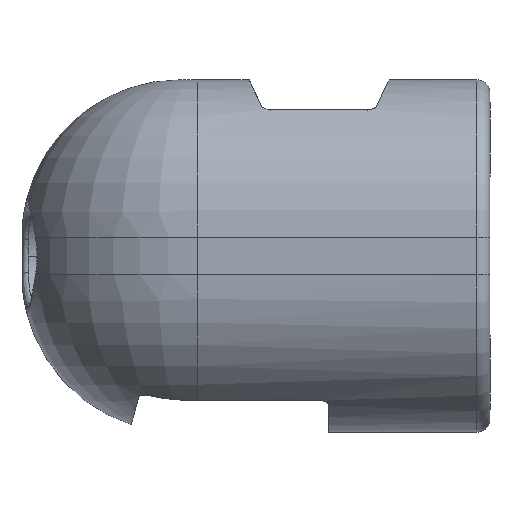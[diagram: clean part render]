
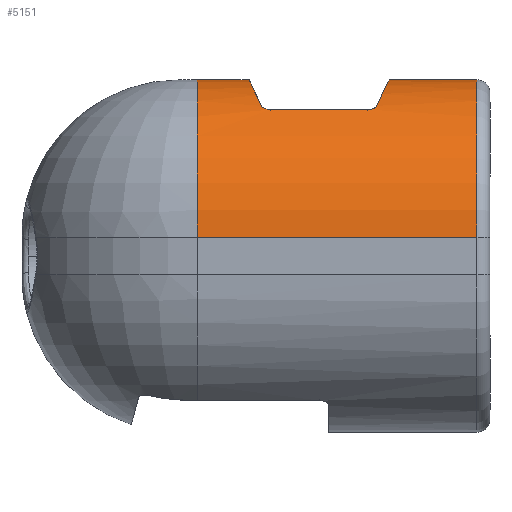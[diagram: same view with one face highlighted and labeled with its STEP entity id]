
A CAD part, left-side view. The second image highlights one B-rep face of the part: STEP entity #5151.
In plain terms, the highlighted cylindrical face has radius 3.073 mm (diameter 6.147 mm), a partial arc.
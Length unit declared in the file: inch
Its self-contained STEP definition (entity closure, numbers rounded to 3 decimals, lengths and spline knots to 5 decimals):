
#85 = EDGE_CURVE ( 'NONE', #749, #1076, #2004, .T. ) ;
#337 = ORIENTED_EDGE ( 'NONE', *, *, #2752, .F. ) ;
#362 = CARTESIAN_POINT ( 'NONE',  ( -0.26523, 0.0924, 0.11264 ) ) ;
#618 = EDGE_CURVE ( 'NONE', #6057, #5248, #2106, .T. ) ;
#693 = VERTEX_POINT ( 'NONE', #4264 ) ;
#719 = DIRECTION ( 'NONE',  ( 0., 1., 0. ) ) ;
#749 = VERTEX_POINT ( 'NONE', #1125 ) ;
#797 = CARTESIAN_POINT ( 'NONE',  ( -0.19445, 0., 0.1355 ) ) ;
#803 = CARTESIAN_POINT ( 'NONE',  ( -0.19445, 0.07768, 0.1355 ) ) ;
#809 = DIRECTION ( 'NONE',  ( 0., 1., 0. ) ) ;
#841 = CARTESIAN_POINT ( 'NONE',  ( -0.26228, 0.08737, 0.11471 ) ) ;
#915 = DIRECTION ( 'NONE',  ( 0., -1., 0. ) ) ;
#985 = CARTESIAN_POINT ( 'NONE',  ( -0.21828, 0.18532, 0.1355 ) ) ;
#1034 = ORIENTED_EDGE ( 'NONE', *, *, #3438, .T. ) ;
#1076 = VERTEX_POINT ( 'NONE', #4346 ) ;
#1125 = CARTESIAN_POINT ( 'NONE',  ( -0.19445, 0.225, 0.1355 ) ) ;
#1353 = CARTESIAN_POINT ( 'NONE',  ( -0.26101, 0.08698, 0.11555 ) ) ;
#1388 = CARTESIAN_POINT ( 'NONE',  ( -0.19445, 0.225, 0.0145 ) ) ;
#1407 = LINE ( 'NONE', #5414, #1431 ) ;
#1431 = VECTOR ( 'NONE', #1836, 39.37008 ) ;
#1432 = VERTEX_POINT ( 'NONE', #5336 ) ;
#1433 = EDGE_CURVE ( 'NONE', #749, #1432, #1496, .T. ) ;
#1444 = CARTESIAN_POINT ( 'NONE',  ( -0.26101, 0.08698, 0.11555 ) ) ;
#1447 = B_SPLINE_CURVE_WITH_KNOTS ( 'NONE', 3,
 ( #3056, #3024, #1508, #2475, #3962, #4511 ),
 .UNSPECIFIED., .F., .F.,
 ( 4, 2, 4 ),
 ( 0., 0.00012, 0.00024 ),
 .UNSPECIFIED. ) ;
#1496 = LINE ( 'NONE', #797, #2095 ) ;
#1499 = LINE ( 'NONE', #3473, #1816 ) ;
#1508 = CARTESIAN_POINT ( 'NONE',  ( -0.26485, 0.17214, 0.11292 ) ) ;
#1559 = DIRECTION ( 'NONE',  ( 0., -1., 0. ) ) ;
#1595 = ORIENTED_EDGE ( 'NONE', *, *, #2693, .F. ) ;
#1699 = AXIS2_PLACEMENT_3D ( 'NONE', #6073, #719, #6169 ) ;
#1786 = CARTESIAN_POINT ( 'NONE',  ( -0.26101, 0.08698, 0.11555 ) ) ;
#1816 = VECTOR ( 'NONE', #1559, 39.37008 ) ;
#1836 = DIRECTION ( 'NONE',  ( 0., 1., 0. ) ) ;
#2004 = CIRCLE ( 'NONE', #2935, 0.121 ) ;
#2029 = CARTESIAN_POINT ( 'NONE',  ( -0.21828, 0.07768, 0.1355 ) ) ;
#2095 = VECTOR ( 'NONE', #915, 39.37008 ) ;
#2106 = CIRCLE ( 'NONE', #1699, 0.121 ) ;
#2297 = CARTESIAN_POINT ( 'NONE',  ( -0.19445, 0.225, 0.0145 ) ) ;
#2332 = CARTESIAN_POINT ( 'NONE',  ( -0.26337, 0.08832, 0.11396 ) ) ;
#2359 = FACE_OUTER_BOUND ( 'NONE', #3348, .T. ) ;
#2475 = CARTESIAN_POINT ( 'NONE',  ( -0.26338, 0.17467, 0.11395 ) ) ;
#2523 = VERTEX_POINT ( 'NONE', #6208 ) ;
#2693 = EDGE_CURVE ( 'NONE', #5495, #5248, #1499, .T. ) ;
#2715 = AXIS2_PLACEMENT_3D ( 'NONE', #1388, #809, #5749 ) ;
#2752 = EDGE_CURVE ( 'NONE', #1432, #693, #4434, .T. ) ;
#2765 = B_SPLINE_CURVE_WITH_KNOTS ( 'NONE', 3,
 ( #1353, #841, #2332, #2809, #362, #4296 ),
 .UNSPECIFIED., .F., .F.,
 ( 4, 2, 4 ),
 ( 0., 0.00012, 0.00024 ),
 .UNSPECIFIED. ) ;
#2809 = CARTESIAN_POINT ( 'NONE',  ( -0.26485, 0.09086, 0.11291 ) ) ;
#2875 = LINE ( 'NONE', #5262, #4574 ) ;
#2935 = AXIS2_PLACEMENT_3D ( 'NONE', #2297, #3240, #4721 ) ;
#2960 = CARTESIAN_POINT ( 'NONE',  ( -0.24111, 0.18213, 0.12866 ) ) ;
#2969 = EDGE_CURVE ( 'NONE', #6260, #5495, #3366, .T. ) ;
#2971 = CARTESIAN_POINT ( 'NONE',  ( -0.24111, 0.08087, 0.12866 ) ) ;
#3024 = CARTESIAN_POINT ( 'NONE',  ( -0.26523, 0.1706, 0.11264 ) ) ;
#3056 = CARTESIAN_POINT ( 'NONE',  ( -0.26523, 0.16904, 0.11264 ) ) ;
#3240 = DIRECTION ( 'NONE',  ( 0., -1., 0. ) ) ;
#3327 = EDGE_CURVE ( 'NONE', #6057, #1076, #1407, .T. ) ;
#3348 = EDGE_LOOP ( 'NONE', ( #3986, #6314, #1595, #4237, #6290, #3725, #1034, #337, #4627, #3446 ) ) ;
#3366 =( BOUNDED_CURVE ( )  B_SPLINE_CURVE ( 3, ( #1444, #2971, #2029, #4486 ),
 .UNSPECIFIED., .F., .F. ) 
 B_SPLINE_CURVE_WITH_KNOTS ( ( 4, 4 ),
 ( 2.5591, 3.14159 ),
 .UNSPECIFIED. ) 
 CURVE ( )  GEOMETRIC_REPRESENTATION_ITEM ( )  RATIONAL_B_SPLINE_CURVE ( ( 1., 0.972, 0.972, 1. ) ) 
 REPRESENTATION_ITEM ( '' )  );
#3438 = EDGE_CURVE ( 'NONE', #2523, #693, #1447, .T. ) ;
#3446 = ORIENTED_EDGE ( 'NONE', *, *, #85, .T. ) ;
#3473 = CARTESIAN_POINT ( 'NONE',  ( -0.19445, 0., 0.1355 ) ) ;
#3587 = VERTEX_POINT ( 'NONE', #6151 ) ;
#3725 = ORIENTED_EDGE ( 'NONE', *, *, #5138, .F. ) ;
#3878 = CYLINDRICAL_SURFACE ( 'NONE', #2715, 0.121 ) ;
#3895 = CARTESIAN_POINT ( 'NONE',  ( -0.31545, 0.01, 0.0145 ) ) ;
#3962 = CARTESIAN_POINT ( 'NONE',  ( -0.26228, 0.17563, 0.11471 ) ) ;
#3986 = ORIENTED_EDGE ( 'NONE', *, *, #3327, .F. ) ;
#4237 = ORIENTED_EDGE ( 'NONE', *, *, #2969, .F. ) ;
#4264 = CARTESIAN_POINT ( 'NONE',  ( -0.26101, 0.17602, 0.11555 ) ) ;
#4296 = CARTESIAN_POINT ( 'NONE',  ( -0.26523, 0.09396, 0.11264 ) ) ;
#4346 = CARTESIAN_POINT ( 'NONE',  ( -0.31545, 0.225, 0.0145 ) ) ;
#4434 =( BOUNDED_CURVE ( )  B_SPLINE_CURVE ( 3, ( #5406, #985, #2960, #4920 ),
 .UNSPECIFIED., .F., .F. ) 
 B_SPLINE_CURVE_WITH_KNOTS ( ( 4, 4 ),
 ( 0., 0.58249 ),
 .UNSPECIFIED. ) 
 CURVE ( )  GEOMETRIC_REPRESENTATION_ITEM ( )  RATIONAL_B_SPLINE_CURVE ( ( 1., 0.972, 0.972, 1. ) ) 
 REPRESENTATION_ITEM ( '' )  );
#4486 = CARTESIAN_POINT ( 'NONE',  ( -0.19445, 0.07768, 0.1355 ) ) ;
#4511 = CARTESIAN_POINT ( 'NONE',  ( -0.26101, 0.17602, 0.11555 ) ) ;
#4574 = VECTOR ( 'NONE', #6330, 39.37008 ) ;
#4627 = ORIENTED_EDGE ( 'NONE', *, *, #1433, .F. ) ;
#4721 = DIRECTION ( 'NONE',  ( 0., 0., -1. ) ) ;
#4920 = CARTESIAN_POINT ( 'NONE',  ( -0.26101, 0.17602, 0.11555 ) ) ;
#5138 = EDGE_CURVE ( 'NONE', #2523, #3587, #2875, .T. ) ;
#5151 = ADVANCED_FACE ( 'NONE', ( #2359 ), #3878, .T. ) ;
#5159 = EDGE_CURVE ( 'NONE', #6260, #3587, #2765, .T. ) ;
#5248 = VERTEX_POINT ( 'NONE', #5967 ) ;
#5262 = CARTESIAN_POINT ( 'NONE',  ( -0.26523, 0.225, 0.11264 ) ) ;
#5336 = CARTESIAN_POINT ( 'NONE',  ( -0.19445, 0.18532, 0.1355 ) ) ;
#5406 = CARTESIAN_POINT ( 'NONE',  ( -0.19445, 0.18532, 0.1355 ) ) ;
#5414 = CARTESIAN_POINT ( 'NONE',  ( -0.31545, 0.225, 0.0145 ) ) ;
#5495 = VERTEX_POINT ( 'NONE', #803 ) ;
#5749 = DIRECTION ( 'NONE',  ( 0., 0., 1. ) ) ;
#5967 = CARTESIAN_POINT ( 'NONE',  ( -0.19445, 0.01, 0.1355 ) ) ;
#6057 = VERTEX_POINT ( 'NONE', #3895 ) ;
#6073 = CARTESIAN_POINT ( 'NONE',  ( -0.19445, 0.01, 0.0145 ) ) ;
#6151 = CARTESIAN_POINT ( 'NONE',  ( -0.26523, 0.09396, 0.11264 ) ) ;
#6169 = DIRECTION ( 'NONE',  ( -1., 0., 0. ) ) ;
#6208 = CARTESIAN_POINT ( 'NONE',  ( -0.26523, 0.16904, 0.11264 ) ) ;
#6260 = VERTEX_POINT ( 'NONE', #1786 ) ;
#6290 = ORIENTED_EDGE ( 'NONE', *, *, #5159, .T. ) ;
#6314 = ORIENTED_EDGE ( 'NONE', *, *, #618, .T. ) ;
#6330 = DIRECTION ( 'NONE',  ( 0., -1., 0. ) ) ;
